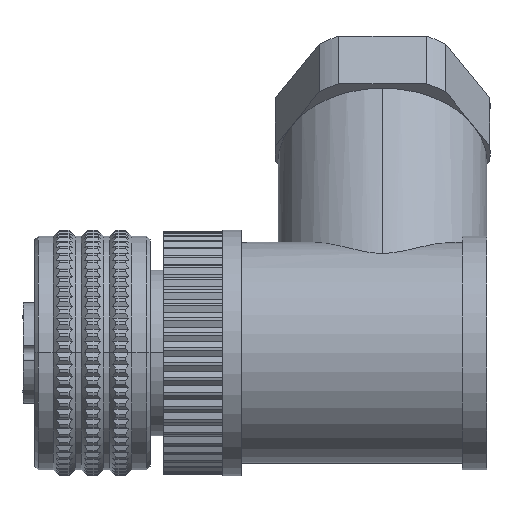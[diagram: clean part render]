
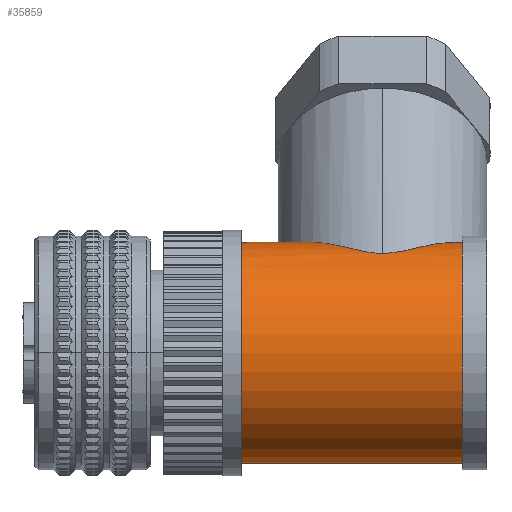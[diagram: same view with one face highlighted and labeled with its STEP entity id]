
A CAD part, top view. The second image highlights one B-rep face of the part: STEP entity #35859.
In plain terms, the highlighted cylindrical face has radius 9 mm (diameter 18 mm), a partial arc.
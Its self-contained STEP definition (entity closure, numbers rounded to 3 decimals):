
#478 = VERTEX_POINT ( 'NONE', #6703 ) ;
#2526 = CARTESIAN_POINT ( 'NONE',  ( 13.681, 8.44, 2.146 ) ) ;
#2938 = CARTESIAN_POINT ( 'NONE',  ( 16.555, -0.309, 0. ) ) ;
#3240 = CARTESIAN_POINT ( 'NONE',  ( 10.055, 7.793, 3.919 ) ) ;
#3430 = CARTESIAN_POINT ( 'NONE',  ( 4.421, 8.691, 0. ) ) ;
#4660 = CARTESIAN_POINT ( 'NONE',  ( -1.445, 8.691, 0. ) ) ;
#4887 = CARTESIAN_POINT ( 'NONE',  ( -1.445, -0.309, 0. ) ) ;
#6703 = CARTESIAN_POINT ( 'NONE',  ( -1.445, -9.309, 0. ) ) ;
#7211 = CARTESIAN_POINT ( 'NONE',  ( 12.76, 8.223, 2.87 ) ) ;
#7249 = DIRECTION ( 'NONE',  ( 0., 1., 0. ) ) ;
#7634 = DIRECTION ( 'NONE',  ( 0., 1., 0. ) ) ;
#7955 = CARTESIAN_POINT ( 'NONE',  ( 9.46, 7.815, 3.874 ) ) ;
#9249 = LINE ( 'NONE', #40575, #57870 ) ;
#9607 = DIRECTION ( 'NONE',  ( 0., 1., 0. ) ) ;
#10562 = AXIS2_PLACEMENT_3D ( 'NONE', #30549, #40173, #7249 ) ;
#11314 = CARTESIAN_POINT ( 'NONE',  ( 18.555, -9.309, 0. ) ) ;
#11922 = CARTESIAN_POINT ( 'NONE',  ( 12.02, 8.048, 3.345 ) ) ;
#12648 = CARTESIAN_POINT ( 'NONE',  ( 8.614, 7.938, 3.605 ) ) ;
#12950 = AXIS2_PLACEMENT_3D ( 'NONE', #4887, #37770, #9607 ) ;
#13331 = B_SPLINE_CURVE_WITH_KNOTS ( 'NONE', 3,
 ( #3240, #17140, #7955, #40859, #12648, #45620, #17356, #50382, #22104, #55107, #26773, #59867, #31487, #3430 ),
 .UNSPECIFIED., .F., .F.,
 ( 4, 2, 2, 2, 2, 2, 4 ),
 ( -0.03, -0.029, -0.028, -0.027, -0.026, -0.024, -0.023 ),
 .UNSPECIFIED. ) ;
#13969 = ORIENTED_EDGE ( 'NONE', *, *, #46875, .T. ) ;
#16617 = CARTESIAN_POINT ( 'NONE',  ( 11.226, 7.889, 3.716 ) ) ;
#17140 = CARTESIAN_POINT ( 'NONE',  ( 9.752, 7.793, 3.919 ) ) ;
#17356 = CARTESIAN_POINT ( 'NONE',  ( 7.839, 8.106, 3.195 ) ) ;
#21140 = CARTESIAN_POINT ( 'NONE',  ( 15.69, 8.691, 0. ) ) ;
#21354 = CARTESIAN_POINT ( 'NONE',  ( 10.357, 7.793, 3.919 ) ) ;
#21666 = VECTOR ( 'NONE', #29645, 1000. ) ;
#22104 = CARTESIAN_POINT ( 'NONE',  ( 7.117, 8.28, 2.697 ) ) ;
#22936 = ORIENTED_EDGE ( 'NONE', *, *, #59937, .T. ) ;
#25801 = CARTESIAN_POINT ( 'NONE',  ( 15.69, 8.691, 0. ) ) ;
#25846 = CARTESIAN_POINT ( 'NONE',  ( 15.322, 8.691, 0.46 ) ) ;
#26524 = ORIENTED_EDGE ( 'NONE', *, *, #58617, .T. ) ;
#26773 = CARTESIAN_POINT ( 'NONE',  ( 6.001, 8.53, 1.749 ) ) ;
#27848 = FACE_OUTER_BOUND ( 'NONE', #48658, .T. ) ;
#29645 = DIRECTION ( 'NONE',  ( 1., 0., 0. ) ) ;
#30510 = CARTESIAN_POINT ( 'NONE',  ( 14.115, 8.531, 1.743 ) ) ;
#30549 = CARTESIAN_POINT ( 'NONE',  ( 18.555, -0.309, 0. ) ) ;
#30971 = DIRECTION ( 'NONE',  ( 1., 0., 0. ) ) ;
#31487 = CARTESIAN_POINT ( 'NONE',  ( 4.792, 8.691, 0.465 ) ) ;
#31938 = CIRCLE ( 'NONE', #39904, 9. ) ;
#33812 = ORIENTED_EDGE ( 'NONE', *, *, #42641, .F. ) ;
#34206 = CARTESIAN_POINT ( 'NONE',  ( 18.555, 8.691, 0. ) ) ;
#35299 = CARTESIAN_POINT ( 'NONE',  ( 12.995, 8.28, 2.696 ) ) ;
#35341 = CARTESIAN_POINT ( 'NONE',  ( 4.421, 8.691, 0. ) ) ;
#35391 = CARTESIAN_POINT ( 'NONE',  ( 10.055, 7.793, 3.919 ) ) ;
#35726 = DIRECTION ( 'NONE',  ( -1., 0., 0. ) ) ;
#35837 = VERTEX_POINT ( 'NONE', #35341 ) ;
#35859 = ADVANCED_FACE ( 'NONE', ( #27848 ), #51559, .T. ) ;
#37444 = CARTESIAN_POINT ( 'NONE',  ( 16.555, -9.309, 0. ) ) ;
#37770 = DIRECTION ( 'NONE',  ( 1., 0., 0. ) ) ;
#39904 = AXIS2_PLACEMENT_3D ( 'NONE', #2938, #35726, #7634 ) ;
#40133 = CARTESIAN_POINT ( 'NONE',  ( 12.273, 8.107, 3.194 ) ) ;
#40173 = DIRECTION ( 'NONE',  ( 1., 0., 0. ) ) ;
#40575 = CARTESIAN_POINT ( 'NONE',  ( 18.555, 8.691, 0. ) ) ;
#40859 = CARTESIAN_POINT ( 'NONE',  ( 8.891, 7.888, 3.718 ) ) ;
#42641 = EDGE_CURVE ( 'NONE', #46032, #35837, #9249, .T. ) ;
#43001 = ORIENTED_EDGE ( 'NONE', *, *, #53734, .T. ) ;
#43127 = VERTEX_POINT ( 'NONE', #25801 ) ;
#43840 = VECTOR ( 'NONE', #44261, 1000. ) ;
#44261 = DIRECTION ( 'NONE',  ( 1., 0., 0. ) ) ;
#44423 = VERTEX_POINT ( 'NONE', #37444 ) ;
#44878 = CARTESIAN_POINT ( 'NONE',  ( 11.497, 7.939, 3.605 ) ) ;
#45511 = VERTEX_POINT ( 'NONE', #56807 ) ;
#45620 = CARTESIAN_POINT ( 'NONE',  ( 8.09, 8.048, 3.344 ) ) ;
#46032 = VERTEX_POINT ( 'NONE', #4660 ) ;
#46134 = ORIENTED_EDGE ( 'NONE', *, *, #60381, .F. ) ;
#46875 = EDGE_CURVE ( 'NONE', #51801, #35837, #13331, .T. ) ;
#48658 = EDGE_LOOP ( 'NONE', ( #26524, #60545, #22936, #46134, #43001, #13969, #33812 ) ) ;
#49613 = CARTESIAN_POINT ( 'NONE',  ( 10.652, 7.815, 3.874 ) ) ;
#50382 = CARTESIAN_POINT ( 'NONE',  ( 7.353, 8.222, 2.872 ) ) ;
#51559 = CYLINDRICAL_SURFACE ( 'NONE', #10562, 9. ) ;
#51801 = VERTEX_POINT ( 'NONE', #35391 ) ;
#52653 = CIRCLE ( 'NONE', #12950, 9. ) ;
#53734 = EDGE_CURVE ( 'NONE', #43127, #51801, #59064, .T. ) ;
#54352 = CARTESIAN_POINT ( 'NONE',  ( 10.055, 7.793, 3.919 ) ) ;
#54933 = LINE ( 'NONE', #11314, #43840 ) ;
#55107 = CARTESIAN_POINT ( 'NONE',  ( 6.43, 8.44, 2.146 ) ) ;
#56807 = CARTESIAN_POINT ( 'NONE',  ( 16.555, 8.691, 0. ) ) ;
#57815 = LINE ( 'NONE', #34206, #21666 ) ;
#57870 = VECTOR ( 'NONE', #30971, 1000. ) ;
#58617 = EDGE_CURVE ( 'NONE', #46032, #478, #52653, .T. ) ;
#58906 = CARTESIAN_POINT ( 'NONE',  ( 14.935, 8.656, 0.902 ) ) ;
#59064 = B_SPLINE_CURVE_WITH_KNOTS ( 'NONE', 3,
 ( #21140, #25846, #58906, #30510, #2526, #35299, #7211, #40133, #11922, #44878, #16617, #49613, #21354, #54352 ),
 .UNSPECIFIED., .F., .F.,
 ( 4, 2, 2, 2, 2, 2, 4 ),
 ( -0.037, -0.035, -0.033, -0.032, -0.031, -0.031, -0.03 ),
 .UNSPECIFIED. ) ;
#59456 = EDGE_CURVE ( 'NONE', #478, #44423, #54933, .T. ) ;
#59867 = CARTESIAN_POINT ( 'NONE',  ( 5.182, 8.655, 0.908 ) ) ;
#59937 = EDGE_CURVE ( 'NONE', #44423, #45511, #31938, .T. ) ;
#60381 = EDGE_CURVE ( 'NONE', #43127, #45511, #57815, .T. ) ;
#60545 = ORIENTED_EDGE ( 'NONE', *, *, #59456, .T. ) ;
